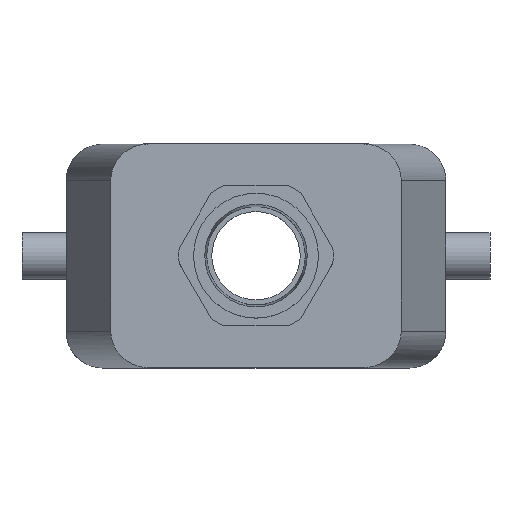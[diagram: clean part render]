
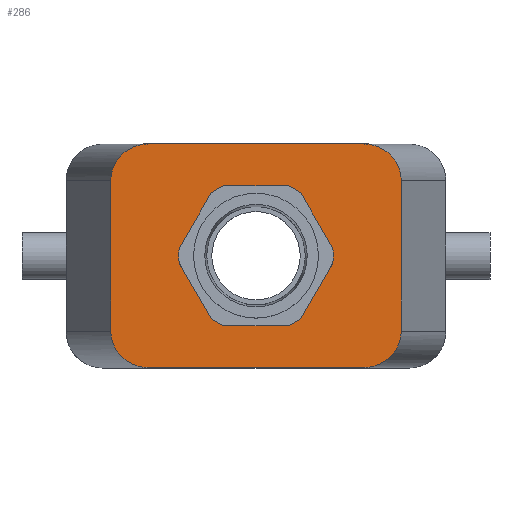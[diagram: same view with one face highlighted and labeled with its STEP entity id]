
A CAD part, top view. The second image highlights one B-rep face of the part: STEP entity #286.
In plain terms, the highlighted planar face has unit normal (0, 0, 1).
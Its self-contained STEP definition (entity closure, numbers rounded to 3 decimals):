
#286 = ADVANCED_FACE( '', ( #690, #691 ), #692, .T. );
#690 = FACE_BOUND( '', #1220, .T. );
#691 = FACE_OUTER_BOUND( '', #1221, .T. );
#692 = PLANE( '', #1222 );
#1220 = EDGE_LOOP( '', ( #2055 ) );
#1221 = EDGE_LOOP( '', ( #2056, #2057, #2058, #2059, #2060, #2061, #2062, #2063 ) );
#1222 = AXIS2_PLACEMENT_3D( '', #2064, #2065, #2066 );
#2055 = ORIENTED_EDGE( '', *, *, #3377, .F. );
#2056 = ORIENTED_EDGE( '', *, *, #3378, .T. );
#2057 = ORIENTED_EDGE( '', *, *, #3289, .T. );
#2058 = ORIENTED_EDGE( '', *, *, #3379, .F. );
#2059 = ORIENTED_EDGE( '', *, *, #3299, .F. );
#2060 = ORIENTED_EDGE( '', *, *, #3380, .T. );
#2061 = ORIENTED_EDGE( '', *, *, #3381, .F. );
#2062 = ORIENTED_EDGE( '', *, *, #3168, .F. );
#2063 = ORIENTED_EDGE( '', *, *, #3382, .T. );
#2064 = CARTESIAN_POINT( '', ( -27.925, 0., 52. ) );
#2065 = DIRECTION( '', ( 0., 0., 1. ) );
#2066 = DIRECTION( '', ( 1., 0., 0. ) );
#3168 = EDGE_CURVE( '', #3770, #3756, #3772, .T. );
#3289 = EDGE_CURVE( '', #3967, #3972, #3974, .T. );
#3299 = EDGE_CURVE( '', #3990, #3986, #3992, .T. );
#3377 = EDGE_CURVE( '', #4117, #4117, #4118, .T. );
#3378 = EDGE_CURVE( '', #4119, #3967, #4120, .T. );
#3379 = EDGE_CURVE( '', #3986, #3972, #4121, .T. );
#3380 = EDGE_CURVE( '', #3990, #4122, #4123, .T. );
#3381 = EDGE_CURVE( '', #3756, #4122, #4124, .T. );
#3382 = EDGE_CURVE( '', #3770, #4119, #4125, .T. );
#3756 = VERTEX_POINT( '', #4613 );
#3770 = VERTEX_POINT( '', #4633 );
#3772 = ELLIPSE( '', #4636, 7.247, 7. );
#3967 = VERTEX_POINT( '', #4998 );
#3972 = VERTEX_POINT( '', #5005 );
#3974 = LINE( '', #5008, #5009 );
#3986 = VERTEX_POINT( '', #5025 );
#3990 = VERTEX_POINT( '', #5031 );
#3992 = LINE( '', #5034, #5035 );
#4117 = VERTEX_POINT( '', #5202 );
#4118 = CIRCLE( '', #5203, 13. );
#4119 = VERTEX_POINT( '', #5204 );
#4120 = ELLIPSE( '', #5205, 7.247, 7. );
#4121 = ELLIPSE( '', #5206, 7.247, 7. );
#4122 = VERTEX_POINT( '', #5207 );
#4123 = ELLIPSE( '', #5208, 7.247, 7. );
#4124 = LINE( '', #5209, #5210 );
#4125 = LINE( '', #5211, #5212 );
#4613 = CARTESIAN_POINT( '', ( -20.678, 21.5, 52. ) );
#4633 = CARTESIAN_POINT( '', ( -27.925, 14.5, 52. ) );
#4636 = AXIS2_PLACEMENT_3D( '', #5869, #5870, #5871 );
#4998 = CARTESIAN_POINT( '', ( -20.678, -21.5, 52. ) );
#5005 = CARTESIAN_POINT( '', ( 20.678, -21.5, 52. ) );
#5008 = CARTESIAN_POINT( '', ( -27.925, -21.5, 52. ) );
#5009 = VECTOR( '', #5968, 1000. );
#5025 = CARTESIAN_POINT( '', ( 27.925, -14.5, 52. ) );
#5031 = CARTESIAN_POINT( '', ( 27.925, 14.5, 52. ) );
#5034 = CARTESIAN_POINT( '', ( 27.925, 0., 52. ) );
#5035 = VECTOR( '', #5976, 1000. );
#5202 = CARTESIAN_POINT( '', ( 13., 0., 52. ) );
#5203 = AXIS2_PLACEMENT_3D( '', #6078, #6079, #6080 );
#5204 = CARTESIAN_POINT( '', ( -27.925, -14.5, 52. ) );
#5205 = AXIS2_PLACEMENT_3D( '', #6081, #6082, #6083 );
#5206 = AXIS2_PLACEMENT_3D( '', #6084, #6085, #6086 );
#5207 = CARTESIAN_POINT( '', ( 20.678, 21.5, 52. ) );
#5208 = AXIS2_PLACEMENT_3D( '', #6087, #6088, #6089 );
#5209 = CARTESIAN_POINT( '', ( -27.925, 21.5, 52. ) );
#5210 = VECTOR( '', #6090, 1000. );
#5211 = CARTESIAN_POINT( '', ( -27.925, 0., 52. ) );
#5212 = VECTOR( '', #6091, 1000. );
#5869 = CARTESIAN_POINT( '', ( -20.678, 14.5, 52. ) );
#5870 = DIRECTION( '', ( 0., 0., -1. ) );
#5871 = DIRECTION( '', ( -1., 0., 0. ) );
#5968 = DIRECTION( '', ( 1., 0., 0. ) );
#5976 = DIRECTION( '', ( 0., -1., 0. ) );
#6078 = CARTESIAN_POINT( '', ( 0., 0., 52. ) );
#6079 = DIRECTION( '', ( 0., 0., 1. ) );
#6080 = DIRECTION( '', ( 1., 0., 0. ) );
#6081 = CARTESIAN_POINT( '', ( -20.678, -14.5, 52. ) );
#6082 = DIRECTION( '', ( 0., 0., 1. ) );
#6083 = DIRECTION( '', ( -1., 0., 0. ) );
#6084 = CARTESIAN_POINT( '', ( 20.678, -14.5, 52. ) );
#6085 = DIRECTION( '', ( 0., 0., -1. ) );
#6086 = DIRECTION( '', ( 1., 0., 0. ) );
#6087 = CARTESIAN_POINT( '', ( 20.678, 14.5, 52. ) );
#6088 = DIRECTION( '', ( 0., 0., 1. ) );
#6089 = DIRECTION( '', ( 1., 0., 0. ) );
#6090 = DIRECTION( '', ( 1., 0., 0. ) );
#6091 = DIRECTION( '', ( 0., -1., 0. ) );
